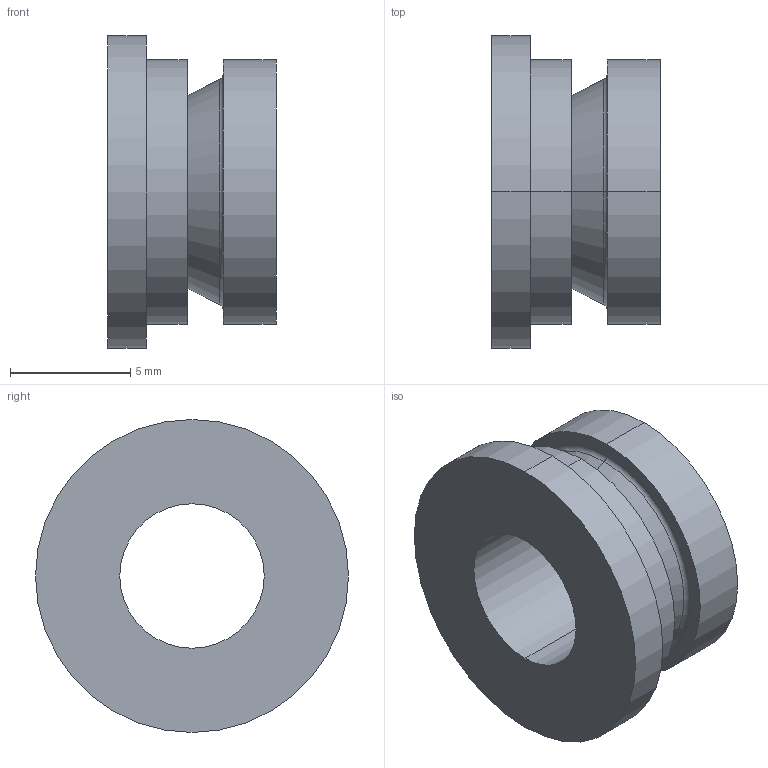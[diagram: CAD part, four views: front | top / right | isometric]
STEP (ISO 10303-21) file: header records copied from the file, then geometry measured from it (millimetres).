
FILE_DESCRIPTION (( 'STEP AP214' ), '1' );
FILE_NAME ('Operand Group - Digits Axle Bushing.STEP', '2025-07-06T08:35:30', ( '' ), ( '' ), 'SwSTEP 2.0', 'SolidWorks 2025', '' );
FILE_SCHEMA (( 'AUTOMOTIVE_DESIGN' ));
Length unit declared in the file: millimetre
Products named in the file (1): Operand Group - Digits Axle Bushing
Bounding box: 7 x 13 x 13 mm (x, y, z)
Volume: 459.3 mm3; surface area: 660.1 mm2
Topology: 1 solids, 1 shells, 20 faces, 40 edges, 26 vertices
Faces by surface type: cylinder 10, plane 6, torus 2, cone 2
Entity records: 574 total; most frequent: DIRECTION 110, CARTESIAN_POINT 87, ORIENTED_EDGE 80, AXIS2_PLACEMENT_3D 49, EDGE_CURVE 40, CIRCLE 28, EDGE_LOOP 26, VERTEX_POINT 26
